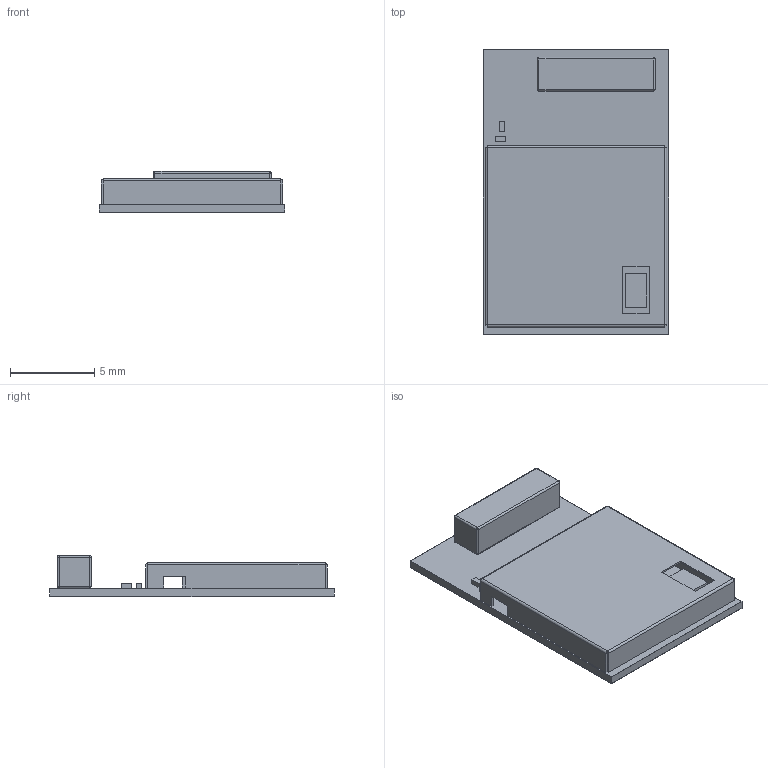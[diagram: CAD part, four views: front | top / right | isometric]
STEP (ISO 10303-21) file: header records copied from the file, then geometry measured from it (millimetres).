
FILE_DESCRIPTION((''),'2;1');
FILE_NAME('MOH0029A_ASM','2017-11-15T07:31:13',('a0412086'),(''),'CREO PARAMETRIC BY PTC INC, 2017260','CREO PARAMETRIC BY PTC INC, 2017260','');
FILE_SCHEMA(('AUTOMOTIVE_DESIGN { 1 0 10303 214 1 1 1 1 }'));
Length unit declared in the file: millimetre
Products named in the file (36): SOLDERMASK-BTM-MOH0029A; METAL-BTM-QFM; SUBSTRATE-QFM_AF0; SOLDERMASK-TOP_AF0; SHIELD-QFM_AF0; ANT-WAN7020L245-1; CAP1005-1_AF0; S-PVQFN-N32-0_5-1_AF0; RES0603-1; IND0603-5_AF0; IND0603-4_AF0; IND0603-3_AF0; CAP0603-1_AF0; IND0603-2_AF0; IND0603-1_AF0; IND2012-1_AF0; CAP0603-14_AF0; CAP1608-2_AF0; CAP0603-13_AF0; CAP1608-1_AF0; CAP0603-12_AF0; CAP0603D-1_AF0; CAP0603-11_AF0; CAP0603-10_AF0; CAP0603-6_AF0; CAP0603B-1; CAP0603-5_AF0; CAP0603-4_AF0; CAP0603-3_AF0; CAP0603-2_AF0; CAP0603C-1_AF0; CRY-2_0X1_6-1_AF0; CY-2_0X1_2-1_AF0; COMPONENTS_AF0_ASM; PIN1_AREA; MOH0029A_ASM
Assembly tree (35 placements, depth 3):
  MOH0029A_ASM
    SOLDERMASK-BTM-MOH0029A
    METAL-BTM-QFM
    SUBSTRATE-QFM_AF0
    SOLDERMASK-TOP_AF0
    SHIELD-QFM_AF0
    COMPONENTS_AF0_ASM
      ANT-WAN7020L245-1
      CAP1005-1_AF0
      S-PVQFN-N32-0_5-1_AF0
      RES0603-1
      IND0603-5_AF0
      IND0603-4_AF0
      IND0603-3_AF0
      CAP0603-1_AF0
      IND0603-2_AF0
      IND0603-1_AF0
      IND2012-1_AF0
      CAP0603-14_AF0
      CAP1608-2_AF0
      CAP0603-13_AF0
      CAP1608-1_AF0
      CAP0603-12_AF0
      CAP0603D-1_AF0
      CAP0603-11_AF0
      CAP0603-10_AF0
      CAP0603-6_AF0
      CAP0603B-1
      CAP0603-5_AF0
      CAP0603-4_AF0
      CAP0603-3_AF0
      CAP0603-2_AF0
      CAP0603C-1_AF0
      CRY-2_0X1_6-1_AF0
      CY-2_0X1_2-1_AF0
    PIN1_AREA
Bounding box: 11 x 16.9 x 2.45 mm (x, y, z)
Volume: 139.7 mm3; surface area: 1887.7 mm2
Topology: 9 solids, 9 shells, 234 faces, 616 edges, 400 vertices
Faces by surface type: plane 206, cylinder 20, sphere 8
Entity records: 12133 total; most frequent: DIRECTION 1787, CARTESIAN_POINT 1701, ORIENTED_EDGE 1232, PRESENTATION_STYLE_ASSIGNMENT 627, STYLED_ITEM 626, CURVE_STYLE 616, EDGE_CURVE 616, VECTOR 576
